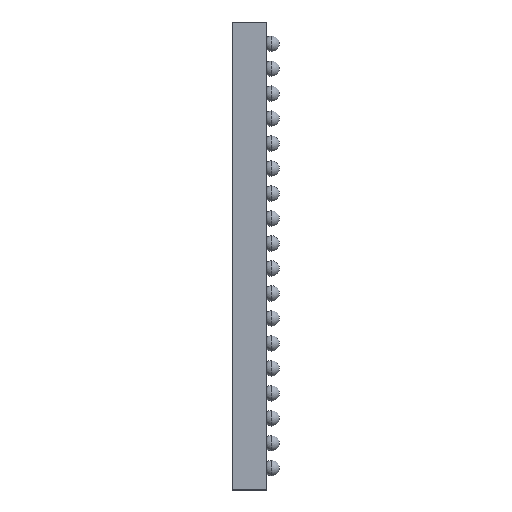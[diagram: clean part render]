
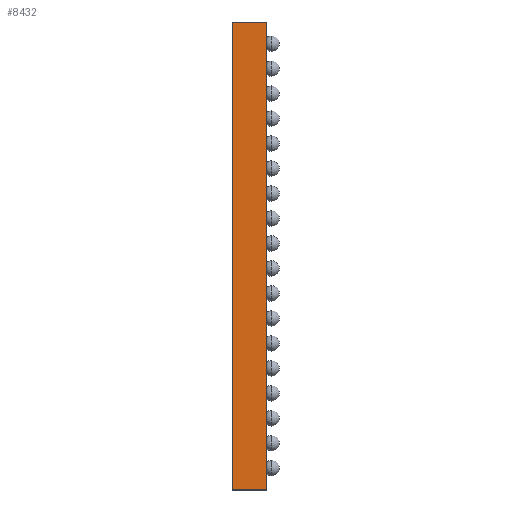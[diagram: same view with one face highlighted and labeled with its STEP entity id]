
A CAD part, left-side view. The second image highlights one B-rep face of the part: STEP entity #8432.
In plain terms, the highlighted planar face has unit normal (-1, 0, 0).
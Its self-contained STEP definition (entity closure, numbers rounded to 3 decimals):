
#162 = VERTEX_POINT ( 'NONE', #5728 ) ;
#761 = CARTESIAN_POINT ( 'NONE',  ( -7.5, 1.1, 7.5 ) ) ;
#1442 = CARTESIAN_POINT ( 'NONE',  ( -7.5, 1.1, -7.5 ) ) ;
#1617 = CARTESIAN_POINT ( 'NONE',  ( -7.5, 1.1, 7.5 ) ) ;
#1765 = LINE ( 'NONE', #7274, #17565 ) ;
#2663 = DIRECTION ( 'NONE',  ( 0., 0., -1. ) ) ;
#3293 = VECTOR ( 'NONE', #19267, 1000. ) ;
#3817 = AXIS2_PLACEMENT_3D ( 'NONE', #11843, #13382, #2663 ) ;
#5624 = CARTESIAN_POINT ( 'NONE',  ( -7.5, 1.1, -7.5 ) ) ;
#5728 = CARTESIAN_POINT ( 'NONE',  ( -7.5, 0., 7.5 ) ) ;
#6345 = CARTESIAN_POINT ( 'NONE',  ( -7.5, 0., -7.5 ) ) ;
#6391 = EDGE_CURVE ( 'NONE', #11667, #12177, #18520, .T. ) ;
#7028 = ORIENTED_EDGE ( 'NONE', *, *, #6391, .F. ) ;
#7274 = CARTESIAN_POINT ( 'NONE',  ( -7.5, 0., 7.5 ) ) ;
#7430 = LINE ( 'NONE', #5624, #3293 ) ;
#8432 = ADVANCED_FACE ( 'NONE', ( #19836 ), #16394, .F. ) ;
#9972 = DIRECTION ( 'NONE',  ( 0., 0., 1. ) ) ;
#10616 = EDGE_CURVE ( 'NONE', #11667, #13202, #7430, .T. ) ;
#10739 = DIRECTION ( 'NONE',  ( 0., -1., 0. ) ) ;
#11667 = VERTEX_POINT ( 'NONE', #1442 ) ;
#11843 = CARTESIAN_POINT ( 'NONE',  ( -7.5, 1.1, 7.5 ) ) ;
#12177 = VERTEX_POINT ( 'NONE', #1617 ) ;
#13202 = VERTEX_POINT ( 'NONE', #6345 ) ;
#13382 = DIRECTION ( 'NONE',  ( 1., 0., 0. ) ) ;
#15010 = VECTOR ( 'NONE', #9972, 1000. ) ;
#15061 = ORIENTED_EDGE ( 'NONE', *, *, #10616, .T. ) ;
#15194 = ORIENTED_EDGE ( 'NONE', *, *, #18428, .F. ) ;
#16157 = VECTOR ( 'NONE', #10739, 1000. ) ;
#16262 = EDGE_LOOP ( 'NONE', ( #17172, #15194, #7028, #15061 ) ) ;
#16394 = PLANE ( 'NONE',  #3817 ) ;
#16637 = LINE ( 'NONE', #16817, #16157 ) ;
#16817 = CARTESIAN_POINT ( 'NONE',  ( -7.5, 1.1, 7.5 ) ) ;
#17172 = ORIENTED_EDGE ( 'NONE', *, *, #17581, .T. ) ;
#17565 = VECTOR ( 'NONE', #17855, 1000. ) ;
#17581 = EDGE_CURVE ( 'NONE', #13202, #162, #1765, .T. ) ;
#17855 = DIRECTION ( 'NONE',  ( 0., 0., 1. ) ) ;
#18428 = EDGE_CURVE ( 'NONE', #12177, #162, #16637, .T. ) ;
#18520 = LINE ( 'NONE', #761, #15010 ) ;
#19267 = DIRECTION ( 'NONE',  ( 0., -1., 0. ) ) ;
#19836 = FACE_OUTER_BOUND ( 'NONE', #16262, .T. ) ;
